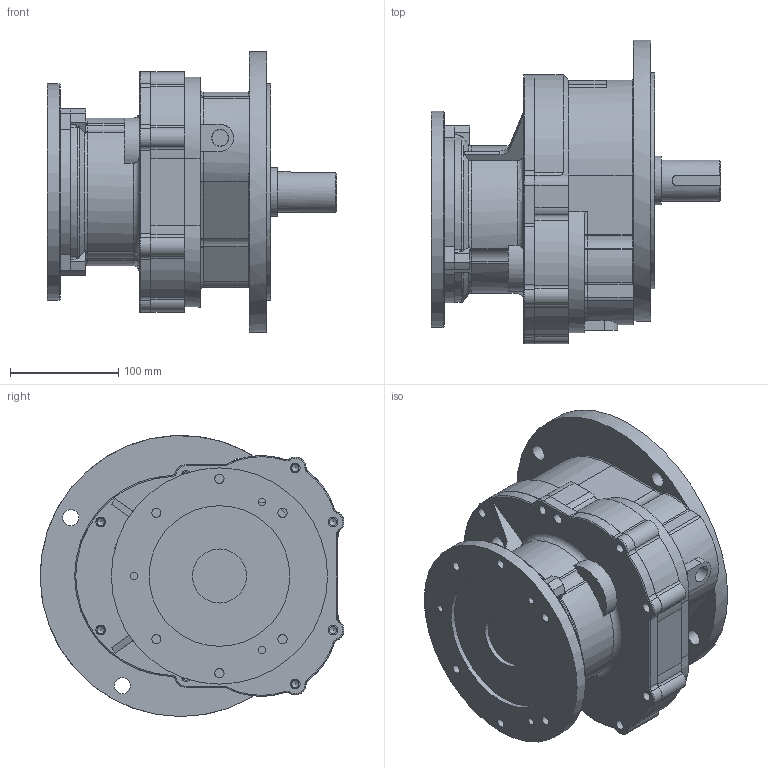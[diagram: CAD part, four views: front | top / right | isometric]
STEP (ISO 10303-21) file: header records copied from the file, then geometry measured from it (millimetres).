
FILE_DESCRIPTION (( 'STEP AP214' ), '1' );
FILE_NAME ('EK2DO07888H001_F1VF_0.75KW_R40.stp', '2022-07-04T04:54:54', ( 'Windows 餌辨濠' ), ( '' ), 'SwSTEP 2.0', 'SolidWorks 2021', '' );
FILE_SCHEMA (( 'AUTOMOTIVE_DESIGN' ));
Length unit declared in the file: millimetre
Products named in the file (5): EK2DO07888H001_F1VF_0.75KW_R40; DKA0800220_BRACKET; 15_0.75; DKG1300333__0.4; DKA0102462_CASING
Assembly tree (4 placements, depth 2):
  EK2DO07888H001_F1VF_0.75KW_R40
    DKA0102462_CASING
    DKA0800220_BRACKET
    DKG1300333__0.4
    15_0.75
Bounding box: 268 x 280.98 x 260 mm (x, y, z)
Volume: 6107162.3 mm3; surface area: 478360.9 mm2
Topology: 4 solids, 4 shells, 459 faces, 1217 edges, 767 vertices
Faces by surface type: cylinder 217, plane 103, torus 81, bspline 40, cone 18
Full cylindrical faces by diameter (mm): 2.7 x2, 6.8 x11, 8.5 x6, 9 x11, 10 x2, 12 x2, 15 x4, 38 x1, 45 x1, 50 x1, 130 x1, 175 x1, 200 x2, 260 x1
Entity records: 16424 total; most frequent: CARTESIAN_POINT 4883, DIRECTION 2403, ORIENTED_EDGE 2230, EDGE_CURVE 1115, AXIS2_PLACEMENT_3D 1023, VERTEX_POINT 735, CIRCLE 597, EDGE_LOOP 588
